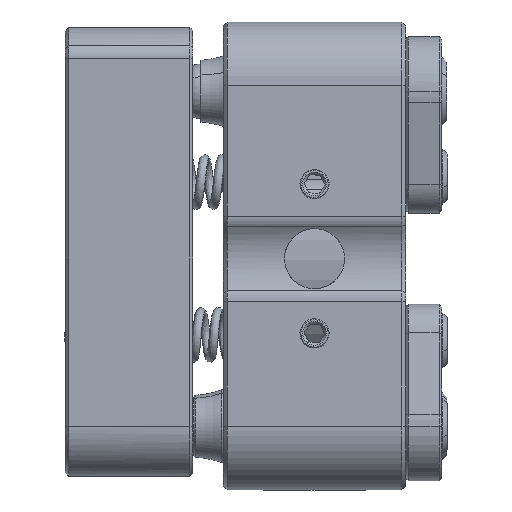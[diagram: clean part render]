
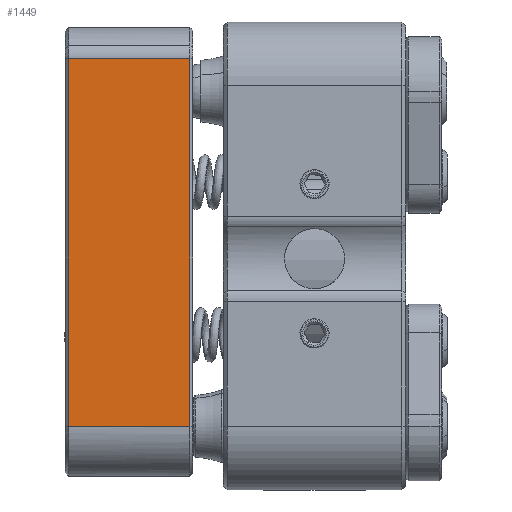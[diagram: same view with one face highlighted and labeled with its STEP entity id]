
A CAD part, front view. The second image highlights one B-rep face of the part: STEP entity #1449.
In plain terms, the highlighted planar face has unit normal (0, -1, 0).
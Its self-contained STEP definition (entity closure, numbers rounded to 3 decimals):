
#1449 = ADVANCED_FACE ( 'NONE', ( #6214 ), #19079, .T. ) ;
#3103 = AXIS2_PLACEMENT_3D ( 'NONE', #26995, #27687, #9144 ) ;
#5016 = CARTESIAN_POINT ( 'NONE',  ( -16.553, -11.95, 10.985 ) ) ;
#6162 = EDGE_LOOP ( 'NONE', ( #13840, #32733, #16868, #22906 ) ) ;
#6214 = FACE_OUTER_BOUND ( 'NONE', #6162, .T. ) ;
#7220 = CARTESIAN_POINT ( 'NONE',  ( -18.769, -11.95, 4.257 ) ) ;
#7285 = CARTESIAN_POINT ( 'NONE',  ( -12.119, -11.95, 10.985 ) ) ;
#7684 = CARTESIAN_POINT ( 'NONE',  ( -16.553, -11.95, -9.2 ) ) ;
#9144 = DIRECTION ( 'NONE',  ( -1., 0., 0. ) ) ;
#9956 = CARTESIAN_POINT ( 'NONE',  ( -18.769, -11.95, -2.472 ) ) ;
#10825 = CARTESIAN_POINT ( 'NONE',  ( -18.769, -11.95, 10.985 ) ) ;
#12485 = CARTESIAN_POINT ( 'NONE',  ( -18.769, -11.95, -9.2 ) ) ;
#13840 = ORIENTED_EDGE ( 'NONE', *, *, #21180, .T. ) ;
#16868 = ORIENTED_EDGE ( 'NONE', *, *, #22509, .F. ) ;
#17008 = CARTESIAN_POINT ( 'NONE',  ( -12.119, -11.95, -9.2 ) ) ;
#17251 = CARTESIAN_POINT ( 'NONE',  ( -12.119, -11.95, -2.472 ) ) ;
#17796 = VERTEX_POINT ( 'NONE', #21787 ) ;
#18668 = B_SPLINE_CURVE_WITH_KNOTS ( 'NONE', 3,
 ( #28618, #20714, #7684, #12485 ),
 .UNSPECIFIED., .F., .F.,
 ( 4, 4 ),
 ( 0., 1. ),
 .UNSPECIFIED. ) ;
#18755 = B_SPLINE_CURVE_WITH_KNOTS ( 'NONE', 3,
 ( #25490, #17251, #33392, #33229 ),
 .UNSPECIFIED., .F., .F.,
 ( 4, 4 ),
 ( 0., 1. ),
 .UNSPECIFIED. ) ;
#19079 = PLANE ( 'NONE',  #3103 ) ;
#20714 = CARTESIAN_POINT ( 'NONE',  ( -14.336, -11.95, -9.2 ) ) ;
#21180 = EDGE_CURVE ( 'NONE', #17796, #26101, #33544, .T. ) ;
#21787 = CARTESIAN_POINT ( 'NONE',  ( -12.119, -11.95, 10.985 ) ) ;
#22284 = VERTEX_POINT ( 'NONE', #33021 ) ;
#22509 = EDGE_CURVE ( 'NONE', #23366, #22284, #18668, .T. ) ;
#22651 = CARTESIAN_POINT ( 'NONE',  ( -18.769, -11.95, -9.2 ) ) ;
#22906 = ORIENTED_EDGE ( 'NONE', *, *, #27816, .T. ) ;
#22981 = CARTESIAN_POINT ( 'NONE',  ( -18.769, -11.95, 10.985 ) ) ;
#23366 = VERTEX_POINT ( 'NONE', #17008 ) ;
#25151 = CARTESIAN_POINT ( 'NONE',  ( -18.769, -11.95, 10.985 ) ) ;
#25490 = CARTESIAN_POINT ( 'NONE',  ( -12.119, -11.95, -9.2 ) ) ;
#26101 = VERTEX_POINT ( 'NONE', #10825 ) ;
#26995 = CARTESIAN_POINT ( 'NONE',  ( -11.969, -11.95, -11.95 ) ) ;
#27687 = DIRECTION ( 'NONE',  ( 0., -1., 0. ) ) ;
#27816 = EDGE_CURVE ( 'NONE', #23366, #17796, #18755, .T. ) ;
#28175 = B_SPLINE_CURVE_WITH_KNOTS ( 'NONE', 3,
 ( #22651, #9956, #7220, #22981 ),
 .UNSPECIFIED., .F., .F.,
 ( 4, 4 ),
 ( 0., 1. ),
 .UNSPECIFIED. ) ;
#28618 = CARTESIAN_POINT ( 'NONE',  ( -12.119, -11.95, -9.2 ) ) ;
#30473 = CARTESIAN_POINT ( 'NONE',  ( -14.336, -11.95, 10.985 ) ) ;
#32733 = ORIENTED_EDGE ( 'NONE', *, *, #33212, .F. ) ;
#33021 = CARTESIAN_POINT ( 'NONE',  ( -18.769, -11.95, -9.2 ) ) ;
#33212 = EDGE_CURVE ( 'NONE', #22284, #26101, #28175, .T. ) ;
#33229 = CARTESIAN_POINT ( 'NONE',  ( -12.119, -11.95, 10.985 ) ) ;
#33392 = CARTESIAN_POINT ( 'NONE',  ( -12.119, -11.95, 4.257 ) ) ;
#33544 = B_SPLINE_CURVE_WITH_KNOTS ( 'NONE', 3,
 ( #7285, #30473, #5016, #25151 ),
 .UNSPECIFIED., .F., .F.,
 ( 4, 4 ),
 ( 0., 1. ),
 .UNSPECIFIED. ) ;
